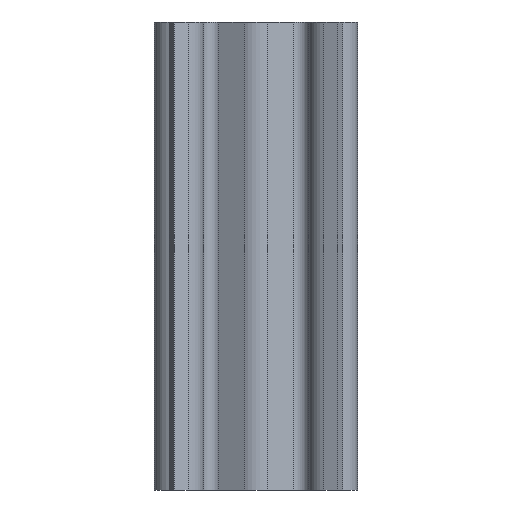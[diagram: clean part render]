
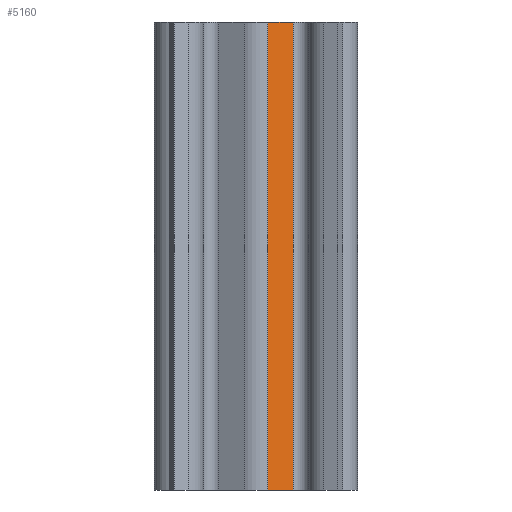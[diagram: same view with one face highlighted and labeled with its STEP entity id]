
A CAD part, front view. The second image highlights one B-rep face of the part: STEP entity #5160.
In plain terms, the highlighted planar face has unit normal (0.5, -0.866, 0).
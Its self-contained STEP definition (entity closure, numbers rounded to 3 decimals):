
#75=PLANE('',#5564);
#270=FACE_OUTER_BOUND('',#536,.T.);
#536=EDGE_LOOP('',(#3803,#3804,#3805,#3806));
#922=LINE('',#8156,#1454);
#923=LINE('',#8159,#1455);
#924=LINE('',#8161,#1456);
#925=LINE('',#8162,#1457);
#1454=VECTOR('',#6568,10.);
#1455=VECTOR('',#6571,10.);
#1456=VECTOR('',#6572,10.);
#1457=VECTOR('',#6573,10.);
#2245=VERTEX_POINT('',#8152);
#2246=VERTEX_POINT('',#8154);
#2247=VERTEX_POINT('',#8158);
#2248=VERTEX_POINT('',#8160);
#2892=EDGE_CURVE('',#2245,#2246,#922,.T.);
#2893=EDGE_CURVE('',#2247,#2245,#923,.T.);
#2894=EDGE_CURVE('',#2248,#2246,#924,.T.);
#2895=EDGE_CURVE('',#2247,#2248,#925,.T.);
#3803=ORIENTED_EDGE('',*,*,#2893,.T.);
#3804=ORIENTED_EDGE('',*,*,#2892,.T.);
#3805=ORIENTED_EDGE('',*,*,#2894,.F.);
#3806=ORIENTED_EDGE('',*,*,#2895,.F.);
#5160=ADVANCED_FACE('',(#270),#75,.T.);
#5564=AXIS2_PLACEMENT_3D('',#8157,#6569,#6570);
#6568=DIRECTION('',(0.,0.,1.));
#6569=DIRECTION('center_axis',(0.5,-0.866,0.));
#6570=DIRECTION('ref_axis',(0.866,0.5,0.));
#6571=DIRECTION('',(0.866,0.5,0.));
#6572=DIRECTION('',(0.866,0.5,0.));
#6573=DIRECTION('',(0.,0.,1.));
#8152=CARTESIAN_POINT('',(-0.639,126.02,0.));
#8154=CARTESIAN_POINT('',(-0.639,126.02,53.));
#8156=CARTESIAN_POINT('',(-0.639,126.02,0.));
#8157=CARTESIAN_POINT('Origin',(-3.489,124.374,0.));
#8158=CARTESIAN_POINT('',(-3.489,124.374,0.));
#8159=CARTESIAN_POINT('',(-3.489,124.374,0.));
#8160=CARTESIAN_POINT('',(-3.489,124.374,53.));
#8161=CARTESIAN_POINT('',(-3.489,124.374,53.));
#8162=CARTESIAN_POINT('',(-3.489,124.374,0.));
